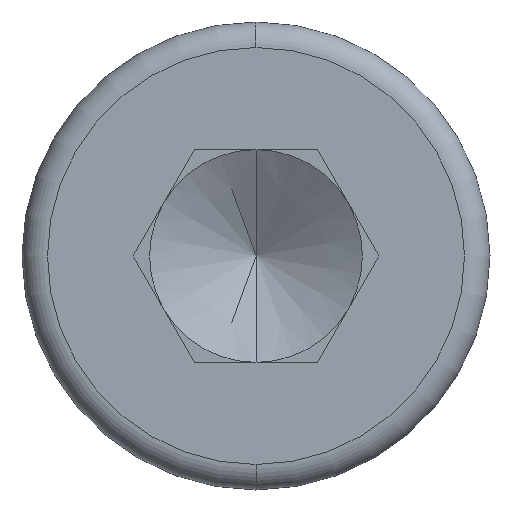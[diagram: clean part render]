
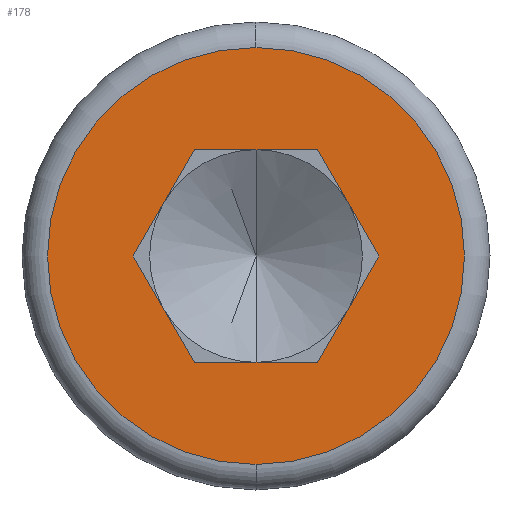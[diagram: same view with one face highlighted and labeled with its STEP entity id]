
A CAD part, left-side view. The second image highlights one B-rep face of the part: STEP entity #178.
In plain terms, the highlighted planar face has unit normal (-1, 0, 0).
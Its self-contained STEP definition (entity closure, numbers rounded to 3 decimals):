
#1 = CARTESIAN_POINT ( 'NONE',  ( 0., 1.443, 0. ) ) ;
#13 = DIRECTION ( 'NONE',  ( 0., -0.5, -0.866 ) ) ;
#17 = EDGE_CURVE ( 'NONE', #348, #828, #347, .T. ) ;
#36 = EDGE_CURVE ( 'NONE', #584, #537, #206, .T. ) ;
#61 = CARTESIAN_POINT ( 'NONE',  ( 0., 0.722, -1.25 ) ) ;
#75 = CARTESIAN_POINT ( 'NONE',  ( 0., -0.722, 1.25 ) ) ;
#79 = DIRECTION ( 'NONE',  ( 0., -0.5, 0.866 ) ) ;
#90 = LINE ( 'NONE', #547, #536 ) ;
#94 = EDGE_CURVE ( 'NONE', #217, #738, #233, .T. ) ;
#101 = DIRECTION ( 'NONE',  ( 0., -1., 0. ) ) ;
#105 = CARTESIAN_POINT ( 'NONE',  ( 0., 0., 0. ) ) ;
#118 = CARTESIAN_POINT ( 'NONE',  ( 0., -0.722, 1.25 ) ) ;
#126 = ORIENTED_EDGE ( 'NONE', *, *, #94, .T. ) ;
#170 = DIRECTION ( 'NONE',  ( 0., 0., -1. ) ) ;
#171 = FACE_BOUND ( 'NONE', #567, .T. ) ;
#178 = ADVANCED_FACE ( 'NONE', ( #565, #171 ), #359, .F. ) ;
#206 = LINE ( 'NONE', #405, #288 ) ;
#207 = VECTOR ( 'NONE', #815, 1000. ) ;
#217 = VERTEX_POINT ( 'NONE', #258 ) ;
#233 = CIRCLE ( 'NONE', #400, 2.45 ) ;
#243 = CARTESIAN_POINT ( 'NONE',  ( 0., -1.443, 0. ) ) ;
#248 = ORIENTED_EDGE ( 'NONE', *, *, #834, .T. ) ;
#258 = CARTESIAN_POINT ( 'NONE',  ( 0., 0., 2.45 ) ) ;
#282 = VERTEX_POINT ( 'NONE', #61 ) ;
#283 = DIRECTION ( 'NONE',  ( 0., 0.5, 0.866 ) ) ;
#288 = VECTOR ( 'NONE', #79, 1000. ) ;
#311 = ORIENTED_EDGE ( 'NONE', *, *, #17, .T. ) ;
#341 = CARTESIAN_POINT ( 'NONE',  ( 0., 0., -2.45 ) ) ;
#347 = LINE ( 'NONE', #75, #812 ) ;
#348 = VERTEX_POINT ( 'NONE', #118 ) ;
#359 = PLANE ( 'NONE',  #631 ) ;
#365 = DIRECTION ( 'NONE',  ( 1., 0., 0. ) ) ;
#367 = VECTOR ( 'NONE', #752, 1000. ) ;
#373 = EDGE_LOOP ( 'NONE', ( #807, #126 ) ) ;
#378 = DIRECTION ( 'NONE',  ( -1., 0., 0. ) ) ;
#400 = AXIS2_PLACEMENT_3D ( 'NONE', #487, #820, #817 ) ;
#405 = CARTESIAN_POINT ( 'NONE',  ( 0., 1.443, 0. ) ) ;
#409 = ORIENTED_EDGE ( 'NONE', *, *, #781, .T. ) ;
#432 = ORIENTED_EDGE ( 'NONE', *, *, #634, .T. ) ;
#436 = AXIS2_PLACEMENT_3D ( 'NONE', #556, #378, #170 ) ;
#437 = LINE ( 'NONE', #572, #798 ) ;
#442 = CARTESIAN_POINT ( 'NONE',  ( 0., -1.443, 0. ) ) ;
#487 = CARTESIAN_POINT ( 'NONE',  ( 0., 0., 0. ) ) ;
#491 = CARTESIAN_POINT ( 'NONE',  ( 0., -0.722, -1.25 ) ) ;
#519 = CIRCLE ( 'NONE', #436, 2.45 ) ;
#536 = VECTOR ( 'NONE', #283, 1000. ) ;
#537 = VERTEX_POINT ( 'NONE', #726 ) ;
#547 = CARTESIAN_POINT ( 'NONE',  ( 0., 0.722, -1.25 ) ) ;
#556 = CARTESIAN_POINT ( 'NONE',  ( 0., 0., 0. ) ) ;
#565 = FACE_OUTER_BOUND ( 'NONE', #373, .T. ) ;
#567 = EDGE_LOOP ( 'NONE', ( #432, #672, #741, #311, #409, #248 ) ) ;
#572 = CARTESIAN_POINT ( 'NONE',  ( 0., 0.722, 1.25 ) ) ;
#584 = VERTEX_POINT ( 'NONE', #1 ) ;
#623 = LINE ( 'NONE', #491, #367 ) ;
#628 = DIRECTION ( 'NONE',  ( 0., 0., -1. ) ) ;
#631 = AXIS2_PLACEMENT_3D ( 'NONE', #105, #365, #628 ) ;
#634 = EDGE_CURVE ( 'NONE', #282, #584, #90, .T. ) ;
#640 = VERTEX_POINT ( 'NONE', #799 ) ;
#672 = ORIENTED_EDGE ( 'NONE', *, *, #36, .T. ) ;
#726 = CARTESIAN_POINT ( 'NONE',  ( 0., 0.722, 1.25 ) ) ;
#738 = VERTEX_POINT ( 'NONE', #341 ) ;
#741 = ORIENTED_EDGE ( 'NONE', *, *, #794, .T. ) ;
#752 = DIRECTION ( 'NONE',  ( 0., 1., 0. ) ) ;
#761 = EDGE_CURVE ( 'NONE', #738, #217, #519, .T. ) ;
#781 = EDGE_CURVE ( 'NONE', #828, #640, #826, .T. ) ;
#794 = EDGE_CURVE ( 'NONE', #537, #348, #437, .T. ) ;
#798 = VECTOR ( 'NONE', #101, 1000. ) ;
#799 = CARTESIAN_POINT ( 'NONE',  ( 0., -0.722, -1.25 ) ) ;
#807 = ORIENTED_EDGE ( 'NONE', *, *, #761, .T. ) ;
#812 = VECTOR ( 'NONE', #13, 1000. ) ;
#815 = DIRECTION ( 'NONE',  ( 0., 0.5, -0.866 ) ) ;
#817 = DIRECTION ( 'NONE',  ( 0., 0., -1. ) ) ;
#820 = DIRECTION ( 'NONE',  ( -1., 0., 0. ) ) ;
#826 = LINE ( 'NONE', #243, #207 ) ;
#828 = VERTEX_POINT ( 'NONE', #442 ) ;
#834 = EDGE_CURVE ( 'NONE', #640, #282, #623, .T. ) ;
